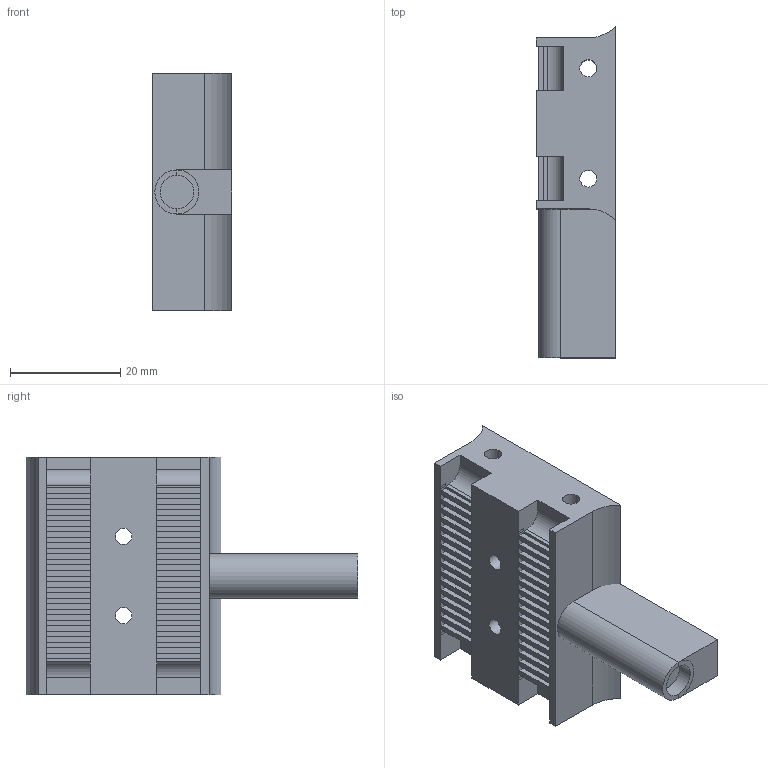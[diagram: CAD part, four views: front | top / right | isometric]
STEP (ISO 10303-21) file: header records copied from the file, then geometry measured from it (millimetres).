
FILE_DESCRIPTION(('FreeCAD Model'),'2;1');
FILE_NAME('Open CASCADE Shape Model','2022-02-11T10:41:28',('Author'),( ''),'Open CASCADE STEP processor 7.5','FreeCAD','Unknown');
FILE_SCHEMA(('AUTOMOTIVE_DESIGN { 1 0 10303 214 1 1 1 1 }'));
Length unit declared in the file: millimetre
Products named in the file (3): x_plate_spacer_latest; SpacerBase; Z_Magnet_Holder_2
Assembly tree (2 placements, depth 2):
  x_plate_spacer_latest
    SpacerBase
    Z_Magnet_Holder_2
Bounding box: 14.5 x 60.17 x 43 mm (x, y, z)
Volume: 19628.3 mm3; surface area: 8661.4 mm2
Topology: 2 solids, 2 shells, 263 faces, 745 edges, 484 vertices
Faces by surface type: plane 246, cylinder 17
Full cylindrical faces by diameter (mm): 3 x2, 3.1 x6, 6.1 x1
Entity records: 18022 total; most frequent: CARTESIAN_POINT 3475, DIRECTION 2543, LINE 1881, VECTOR 1881, ORIENTED_EDGE 1490, PCURVE 1490, DEFINITIONAL_REPRESENTATION 1490, EDGE_CURVE 745
